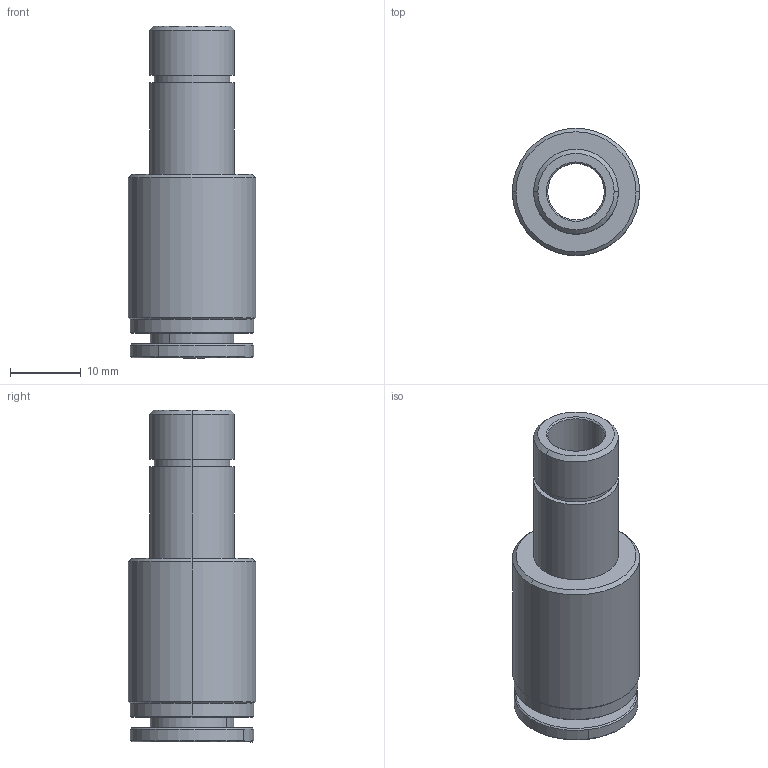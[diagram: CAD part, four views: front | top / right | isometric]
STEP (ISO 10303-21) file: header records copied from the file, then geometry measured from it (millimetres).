
FILE_DESCRIPTION (( 'STEP AP214' ), '1' );
FILE_NAME ('TRS10-12W.STEP', '2018-07-31T15:45:18', ( '' ), ( '' ), 'SwSTEP 2.0', 'SolidWorks 2016', '' );
FILE_SCHEMA (( 'AUTOMOTIVE_DESIGN' ));
Length unit declared in the file: millimetre
Products named in the file (1): TRS10-12W
Bounding box: 18 x 18 x 46.97 mm (x, y, z)
Volume: 5221.2 mm3; surface area: 7214.5 mm2
Topology: 6 solids, 6 shells, 429 faces, 1187 edges, 776 vertices
Faces by surface type: plane 150, cone 135, cylinder 73, bspline 69, torus 2
Entity records: 21219 total; most frequent: CARTESIAN_POINT 6422, ORIENTED_EDGE 2374, DIRECTION 1738, EDGE_CURVE 1187, VERTEX_POINT 776, AXIS2_PLACEMENT_3D 708, B_SPLINE_CURVE_WITH_KNOTS 518, EDGE_LOOP 447
